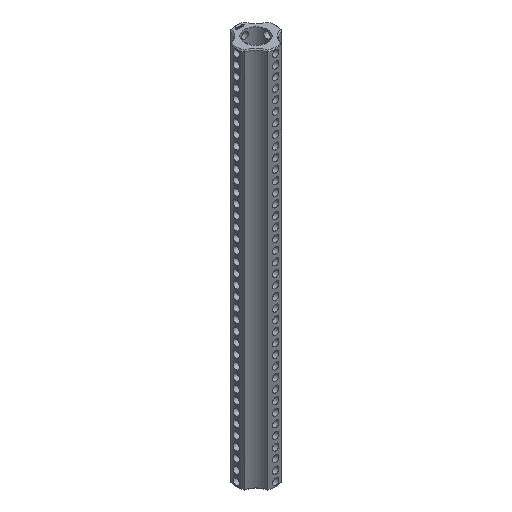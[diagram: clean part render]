
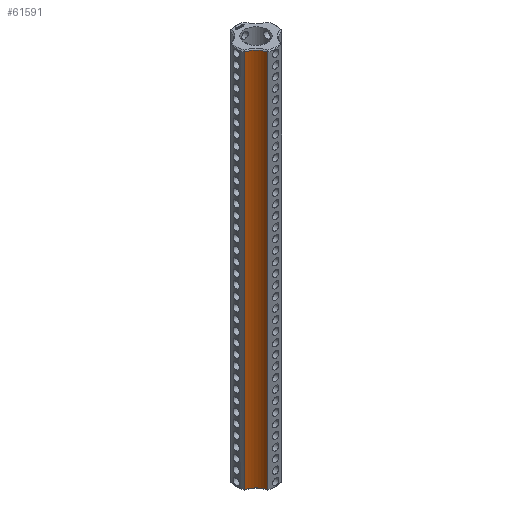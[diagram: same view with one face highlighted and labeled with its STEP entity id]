
A CAD part, isometric view. The second image highlights one B-rep face of the part: STEP entity #61591.
In plain terms, the highlighted cylindrical face has radius 5 mm (diameter 10 mm), a partial arc.
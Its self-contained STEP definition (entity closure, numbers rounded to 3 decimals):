
#8207 = CYLINDRICAL_SURFACE('',#8208,6.25);
#8208 = AXIS2_PLACEMENT_3D('',#8209,#8210,#8211);
#8209 = CARTESIAN_POINT('',(0.,0.,0.));
#8210 = DIRECTION('',(-0.,-0.,-1.));
#8211 = DIRECTION('',(1.,0.,0.));
#17890 = EDGE_CURVE('',#17891,#17893,#17895,.T.);
#17891 = VERTEX_POINT('',#17892);
#17892 = CARTESIAN_POINT('',(-2.225,-5.841,0.3));
#17893 = VERTEX_POINT('',#17894);
#17894 = CARTESIAN_POINT('',(-2.225,-5.841,118.45));
#17895 = SURFACE_CURVE('',#17896,(#17900,#17907),.PCURVE_S1.);
#17896 = LINE('',#17897,#17898);
#17897 = CARTESIAN_POINT('',(-2.225,-5.841,0.));
#17898 = VECTOR('',#17899,1.);
#17899 = DIRECTION('',(0.,0.,1.));
#17900 = PCURVE('',#8207,#17901);
#17901 = DEFINITIONAL_REPRESENTATION('',(#17902),#17906);
#17902 = LINE('',#17903,#17904);
#17903 = CARTESIAN_POINT('',(-4.348,0.));
#17904 = VECTOR('',#17905,1.);
#17905 = DIRECTION('',(-0.,-1.));
#17906 = ( GEOMETRIC_REPRESENTATION_CONTEXT(2) 
PARAMETRIC_REPRESENTATION_CONTEXT() REPRESENTATION_CONTEXT('2D SPACE',''
  ) );
#17907 = PCURVE('',#17908,#17913);
#17908 = CYLINDRICAL_SURFACE('',#17909,5.);
#17909 = AXIS2_PLACEMENT_3D('',#17910,#17911,#17912);
#17910 = CARTESIAN_POINT('',(-7.071,-7.071,0.));
#17911 = DIRECTION('',(-0.,-0.,-1.));
#17912 = DIRECTION('',(1.,0.,0.));
#17913 = DEFINITIONAL_REPRESENTATION('',(#17914),#17918);
#17914 = LINE('',#17915,#17916);
#17915 = CARTESIAN_POINT('',(-0.249,0.));
#17916 = VECTOR('',#17917,1.);
#17917 = DIRECTION('',(-0.,-1.));
#17918 = ( GEOMETRIC_REPRESENTATION_CONTEXT(2) 
PARAMETRIC_REPRESENTATION_CONTEXT() REPRESENTATION_CONTEXT('2D SPACE',''
  ) );
#24447 = CONICAL_SURFACE('',#24448,5.,0.785);
#24448 = AXIS2_PLACEMENT_3D('',#24449,#24450,#24451);
#24449 = CARTESIAN_POINT('',(-7.071,-7.071,0.3));
#24450 = DIRECTION('',(-0.,-0.,-1.));
#24451 = DIRECTION('',(0.969,0.246,0.));
#24649 = CONICAL_SURFACE('',#24650,5.,0.785);
#24650 = AXIS2_PLACEMENT_3D('',#24651,#24652,#24653);
#24651 = CARTESIAN_POINT('',(-7.071,-7.071,118.45));
#24652 = DIRECTION('',(0.,0.,1.));
#24653 = DIRECTION('',(0.969,0.246,0.));
#61591 = ADVANCED_FACE('',(#61592),#17908,.F.);
#61592 = FACE_BOUND('',#61593,.T.);
#61593 = EDGE_LOOP('',(#61594,#61595,#61619,#61647));
#61594 = ORIENTED_EDGE('',*,*,#17890,.T.);
#61595 = ORIENTED_EDGE('',*,*,#61596,.T.);
#61596 = EDGE_CURVE('',#17893,#61597,#61599,.T.);
#61597 = VERTEX_POINT('',#61598);
#61598 = CARTESIAN_POINT('',(-5.841,-2.225,118.45));
#61599 = SURFACE_CURVE('',#61600,(#61605,#61612),.PCURVE_S1.);
#61600 = CIRCLE('',#61601,5.);
#61601 = AXIS2_PLACEMENT_3D('',#61602,#61603,#61604);
#61602 = CARTESIAN_POINT('',(-7.071,-7.071,118.45));
#61603 = DIRECTION('',(0.,-0.,1.));
#61604 = DIRECTION('',(0.969,0.246,0.));
#61605 = PCURVE('',#17908,#61606);
#61606 = DEFINITIONAL_REPRESENTATION('',(#61607),#61611);
#61607 = LINE('',#61608,#61609);
#61608 = CARTESIAN_POINT('',(-0.249,-118.45));
#61609 = VECTOR('',#61610,1.);
#61610 = DIRECTION('',(-1.,0.));
#61611 = ( GEOMETRIC_REPRESENTATION_CONTEXT(2) 
PARAMETRIC_REPRESENTATION_CONTEXT() REPRESENTATION_CONTEXT('2D SPACE',''
  ) );
#61612 = PCURVE('',#24649,#61613);
#61613 = DEFINITIONAL_REPRESENTATION('',(#61614),#61618);
#61614 = LINE('',#61615,#61616);
#61615 = CARTESIAN_POINT('',(0.,0.));
#61616 = VECTOR('',#61617,1.);
#61617 = DIRECTION('',(1.,0.));
#61618 = ( GEOMETRIC_REPRESENTATION_CONTEXT(2) 
PARAMETRIC_REPRESENTATION_CONTEXT() REPRESENTATION_CONTEXT('2D SPACE',''
  ) );
#61619 = ORIENTED_EDGE('',*,*,#61620,.F.);
#61620 = EDGE_CURVE('',#61621,#61597,#61623,.T.);
#61621 = VERTEX_POINT('',#61622);
#61622 = CARTESIAN_POINT('',(-5.841,-2.225,0.3));
#61623 = SURFACE_CURVE('',#61624,(#61628,#61635),.PCURVE_S1.);
#61624 = LINE('',#61625,#61626);
#61625 = CARTESIAN_POINT('',(-5.841,-2.225,0.));
#61626 = VECTOR('',#61627,1.);
#61627 = DIRECTION('',(0.,0.,1.));
#61628 = PCURVE('',#17908,#61629);
#61629 = DEFINITIONAL_REPRESENTATION('',(#61630),#61634);
#61630 = LINE('',#61631,#61632);
#61631 = CARTESIAN_POINT('',(-1.322,0.));
#61632 = VECTOR('',#61633,1.);
#61633 = DIRECTION('',(-0.,-1.));
#61634 = ( GEOMETRIC_REPRESENTATION_CONTEXT(2) 
PARAMETRIC_REPRESENTATION_CONTEXT() REPRESENTATION_CONTEXT('2D SPACE',''
  ) );
#61635 = PCURVE('',#61636,#61641);
#61636 = CYLINDRICAL_SURFACE('',#61637,6.25);
#61637 = AXIS2_PLACEMENT_3D('',#61638,#61639,#61640);
#61638 = CARTESIAN_POINT('',(0.,0.,0.));
#61639 = DIRECTION('',(-0.,-0.,-1.));
#61640 = DIRECTION('',(1.,0.,0.));
#61641 = DEFINITIONAL_REPRESENTATION('',(#61642),#61646);
#61642 = LINE('',#61643,#61644);
#61643 = CARTESIAN_POINT('',(-3.506,0.));
#61644 = VECTOR('',#61645,1.);
#61645 = DIRECTION('',(-0.,-1.));
#61646 = ( GEOMETRIC_REPRESENTATION_CONTEXT(2) 
PARAMETRIC_REPRESENTATION_CONTEXT() REPRESENTATION_CONTEXT('2D SPACE',''
  ) );
#61647 = ORIENTED_EDGE('',*,*,#61648,.F.);
#61648 = EDGE_CURVE('',#17891,#61621,#61649,.T.);
#61649 = SURFACE_CURVE('',#61650,(#61655,#61662),.PCURVE_S1.);
#61650 = CIRCLE('',#61651,5.);
#61651 = AXIS2_PLACEMENT_3D('',#61652,#61653,#61654);
#61652 = CARTESIAN_POINT('',(-7.071,-7.071,0.3));
#61653 = DIRECTION('',(0.,-0.,1.));
#61654 = DIRECTION('',(0.969,0.246,0.));
#61655 = PCURVE('',#17908,#61656);
#61656 = DEFINITIONAL_REPRESENTATION('',(#61657),#61661);
#61657 = LINE('',#61658,#61659);
#61658 = CARTESIAN_POINT('',(-0.249,-0.3));
#61659 = VECTOR('',#61660,1.);
#61660 = DIRECTION('',(-1.,0.));
#61661 = ( GEOMETRIC_REPRESENTATION_CONTEXT(2) 
PARAMETRIC_REPRESENTATION_CONTEXT() REPRESENTATION_CONTEXT('2D SPACE',''
  ) );
#61662 = PCURVE('',#24447,#61663);
#61663 = DEFINITIONAL_REPRESENTATION('',(#61664),#61668);
#61664 = LINE('',#61665,#61666);
#61665 = CARTESIAN_POINT('',(-0.,0.));
#61666 = VECTOR('',#61667,1.);
#61667 = DIRECTION('',(-1.,0.));
#61668 = ( GEOMETRIC_REPRESENTATION_CONTEXT(2) 
PARAMETRIC_REPRESENTATION_CONTEXT() REPRESENTATION_CONTEXT('2D SPACE',''
  ) );
